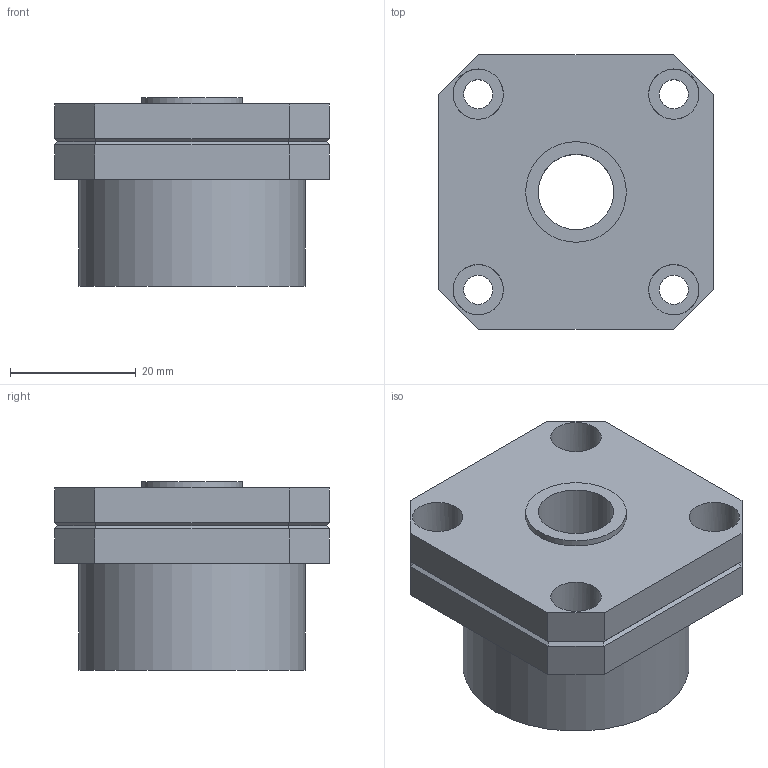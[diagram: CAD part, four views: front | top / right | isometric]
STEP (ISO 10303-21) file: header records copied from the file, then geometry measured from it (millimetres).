
FILE_DESCRIPTION(/* description */ (''),/* implementation_level */ '2;1');
FILE_NAME(/* name */ 'Опора фланцевая FK12 02.00.stp',/* time_stamp */ '2017-09-25T09:17:15+03:00',/* author */ ('t1'),/* organization */ ('Проектная группа'),/* preprocessor_version */ 'ST-DEVELOPER v16.1',/* originating_system */ 'Autodesk Inventor 2016',/* authorisation */ 'Петров ПП');
FILE_SCHEMA (('AUTOMOTIVE_DESIGN { 1 0 10303 214 3 1 1 }'));
Length unit declared in the file: millimetre
Products named in the file (1): Опора \X2\0444043B0430043D04460435
 FK12 02.00
Bounding box: 43.7 x 43.7 x 30 mm (x, y, z)
Volume: 34411.4 mm3; surface area: 9333.1 mm2
Topology: 1 solids, 1 shells, 51 faces, 122 edges, 71 vertices
Faces by surface type: plane 40, cylinder 11
Full cylindrical faces by diameter (mm): 4.6 x4, 8 x4, 12 x1, 16 x1, 36 x1
Entity records: 1394 total; most frequent: DIRECTION 236, CARTESIAN_POINT 224, ORIENTED_EDGE 212, EDGE_CURVE 106, LINE 80, VECTOR 80, EDGE_LOOP 78, AXIS2_PLACEMENT_3D 78
